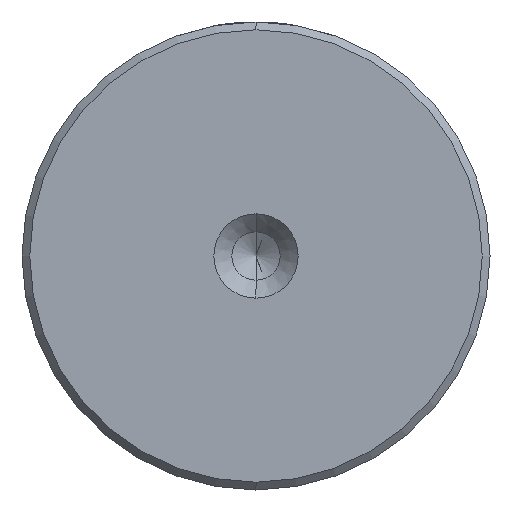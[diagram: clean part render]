
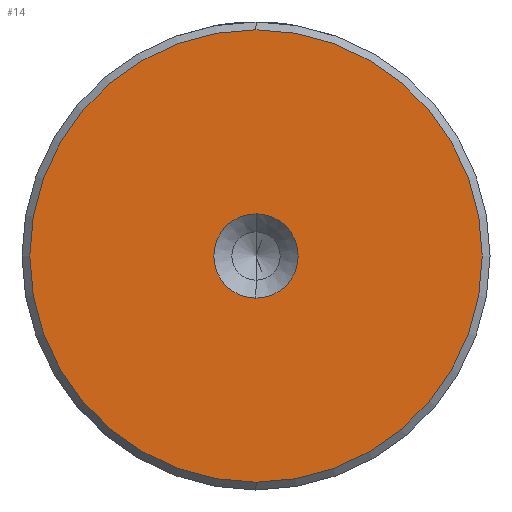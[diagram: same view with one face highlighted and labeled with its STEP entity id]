
A CAD part, left-side view. The second image highlights one B-rep face of the part: STEP entity #14.
In plain terms, the highlighted planar face has unit normal (-1, 0, 0).
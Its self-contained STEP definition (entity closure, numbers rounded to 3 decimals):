
#14 = ADVANCED_FACE ( 'NONE', ( #2007, #1688 ), #129, .T. ) ;
#55 = CARTESIAN_POINT ( 'NONE',  ( 0., 0., -2.7 ) ) ;
#129 = PLANE ( 'NONE',  #1520 ) ;
#174 = DIRECTION ( 'NONE',  ( -1., 0., 0. ) ) ;
#245 = CARTESIAN_POINT ( 'NONE',  ( 0., 0., 0. ) ) ;
#289 = ORIENTED_EDGE ( 'NONE', *, *, #910, .T. ) ;
#322 = DIRECTION ( 'NONE',  ( 0., 0., 1. ) ) ;
#348 = CARTESIAN_POINT ( 'NONE',  ( 0., 0., -14.5 ) ) ;
#398 = CIRCLE ( 'NONE', #490, 2.7 ) ;
#425 = VERTEX_POINT ( 'NONE', #55 ) ;
#426 = DIRECTION ( 'NONE',  ( 0., 0., 1. ) ) ;
#490 = AXIS2_PLACEMENT_3D ( 'NONE', #988, #2298, #1182 ) ;
#516 = ORIENTED_EDGE ( 'NONE', *, *, #1713, .F. ) ;
#584 = CIRCLE ( 'NONE', #1010, 14.5 ) ;
#586 = CARTESIAN_POINT ( 'NONE',  ( 0., 0., 0. ) ) ;
#626 = VERTEX_POINT ( 'NONE', #963 ) ;
#785 = CARTESIAN_POINT ( 'NONE',  ( 0., 0., 0. ) ) ;
#874 = AXIS2_PLACEMENT_3D ( 'NONE', #245, #1579, #426 ) ;
#910 = EDGE_CURVE ( 'NONE', #626, #1191, #584, .T. ) ;
#948 = ORIENTED_EDGE ( 'NONE', *, *, #2362, .F. ) ;
#951 = DIRECTION ( 'NONE',  ( -1., 0., 0. ) ) ;
#959 = DIRECTION ( 'NONE',  ( 0., 0., 1. ) ) ;
#963 = CARTESIAN_POINT ( 'NONE',  ( 0., 0., 14.5 ) ) ;
#988 = CARTESIAN_POINT ( 'NONE',  ( 0., 0., 0. ) ) ;
#1010 = AXIS2_PLACEMENT_3D ( 'NONE', #2081, #951, #2265 ) ;
#1182 = DIRECTION ( 'NONE',  ( 0., 0., 1. ) ) ;
#1191 = VERTEX_POINT ( 'NONE', #348 ) ;
#1244 = CARTESIAN_POINT ( 'NONE',  ( 0., 0., 2.7 ) ) ;
#1444 = VERTEX_POINT ( 'NONE', #1244 ) ;
#1520 = AXIS2_PLACEMENT_3D ( 'NONE', #586, #174, #322 ) ;
#1579 = DIRECTION ( 'NONE',  ( -1., 0., 0. ) ) ;
#1584 = EDGE_LOOP ( 'NONE', ( #1763, #289 ) ) ;
#1688 = FACE_BOUND ( 'NONE', #2132, .T. ) ;
#1713 = EDGE_CURVE ( 'NONE', #425, #1444, #398, .T. ) ;
#1743 = EDGE_CURVE ( 'NONE', #1191, #626, #2224, .T. ) ;
#1763 = ORIENTED_EDGE ( 'NONE', *, *, #1743, .T. ) ;
#2007 = FACE_OUTER_BOUND ( 'NONE', #1584, .T. ) ;
#2081 = CARTESIAN_POINT ( 'NONE',  ( 0., 0., 0. ) ) ;
#2088 = DIRECTION ( 'NONE',  ( -1., 0., 0. ) ) ;
#2132 = EDGE_LOOP ( 'NONE', ( #948, #516 ) ) ;
#2220 = CIRCLE ( 'NONE', #2399, 2.7 ) ;
#2224 = CIRCLE ( 'NONE', #874, 14.5 ) ;
#2265 = DIRECTION ( 'NONE',  ( 0., 0., 1. ) ) ;
#2298 = DIRECTION ( 'NONE',  ( -1., 0., 0. ) ) ;
#2362 = EDGE_CURVE ( 'NONE', #1444, #425, #2220, .T. ) ;
#2399 = AXIS2_PLACEMENT_3D ( 'NONE', #785, #2088, #959 ) ;
